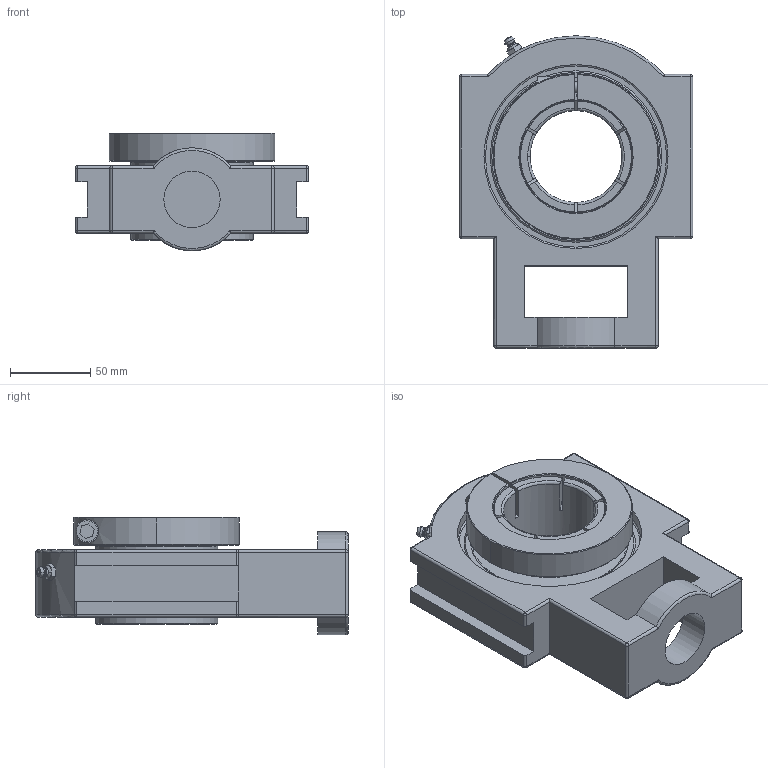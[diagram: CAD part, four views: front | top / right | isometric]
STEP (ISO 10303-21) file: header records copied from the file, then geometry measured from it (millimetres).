
FILE_DESCRIPTION(('HOOPS Exchange Step'),'2;1');
FILE_NAME('export-D8D7C162-0D8F-45CB-B9F8-C1E8C930F345.stp','2019-12-18T08:45:36-08:00',('ibuslach'),('Alibre'),'HOOPS Exchange 2019.2','Alibre','Unknown authorisation');
FILE_SCHEMA( ('AP242_MANAGED_MODEL_BASED_3D_ENGINEERING_MIM_LF {1 0 10303 442 1 1 4 }') );
Length unit declared in the file: centimetre
Products named in the file (8): MRN ST 212; UCP ZERK 6mm; SUE 212 BOLT; SUE 212 LOCK RING; SUE 212 SHIELD; SUE 212-36 RACES; MRN SUE 212-36; MRN SUET 212-36
Assembly tree (8 placements, depth 3):
  MRN SUET 212-36
    MRN ST 212
    UCP ZERK 6mm
    MRN SUE 212-36
      SUE 212 BOLT
      SUE 212 LOCK RING
      SUE 212 SHIELD  x2
      SUE 212-36 RACES
Bounding box: 145 x 194 x 73.2 mm (x, y, z)
Volume: 698614.2 mm3; surface area: 166728.5 mm2
Topology: 8 solids, 8 shells, 274 faces, 736 edges, 462 vertices
Faces by surface type: plane 90, cylinder 88, cone 40, torus 31, sphere 21, bspline 4
Full cylindrical faces by diameter (mm): 1.981 x2, 6 x2, 6.647 x2, 8.4 x1, 13 x1, 35 x1, 57.15 x1, 76 x4, 77.016 x2, 96 x2, 98 x2, 114.37 x2
Entity records: 13060 total; most frequent: CARTESIAN_POINT 6209, DIRECTION 1451, ORIENTED_EDGE 1396, EDGE_CURVE 698, AXIS2_PLACEMENT_3D 579, VERTEX_POINT 448, VECTOR 293, LINE 293
